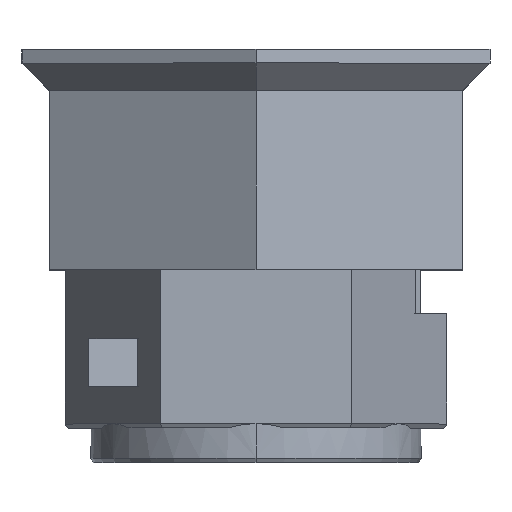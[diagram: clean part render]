
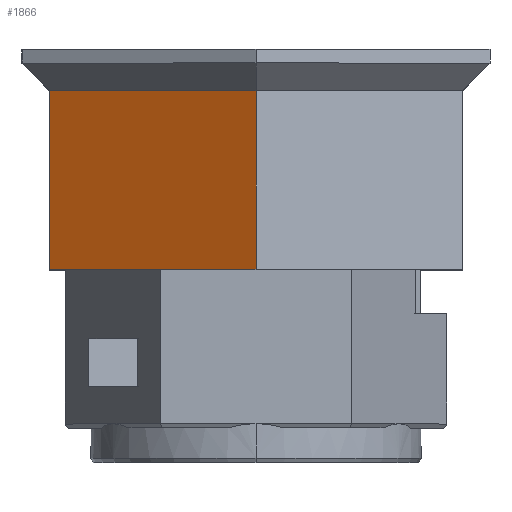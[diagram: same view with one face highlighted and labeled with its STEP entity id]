
A CAD part, top view. The second image highlights one B-rep face of the part: STEP entity #1866.
In plain terms, the highlighted planar face has unit normal (-0.5, 0, 0.866).
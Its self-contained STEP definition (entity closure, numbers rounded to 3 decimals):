
#19 = DIRECTION ( 'NONE',  ( -0.866, 0., -0.5 ) ) ;
#31 = CARTESIAN_POINT ( 'NONE',  ( -15., 30., 8.66 ) ) ;
#184 = AXIS2_PLACEMENT_3D ( 'NONE', #31, #591, #2709 ) ;
#266 = ORIENTED_EDGE ( 'NONE', *, *, #1322, .F. ) ;
#475 = LINE ( 'NONE', #525, #1430 ) ;
#498 = EDGE_CURVE ( 'NONE', #1584, #3054, #1361, .T. ) ;
#525 = CARTESIAN_POINT ( 'NONE',  ( -15., 14., 8.66 ) ) ;
#591 = DIRECTION ( 'NONE',  ( 0.5, 0., -0.866 ) ) ;
#863 = VERTEX_POINT ( 'NONE', #1071 ) ;
#942 = VERTEX_POINT ( 'NONE', #1117 ) ;
#1071 = CARTESIAN_POINT ( 'NONE',  ( -15., 27., 8.66 ) ) ;
#1117 = CARTESIAN_POINT ( 'NONE',  ( -15., 14., 8.66 ) ) ;
#1301 = EDGE_CURVE ( 'NONE', #3054, #942, #475, .T. ) ;
#1321 = LINE ( 'NONE', #2378, #2488 ) ;
#1322 = EDGE_CURVE ( 'NONE', #863, #1584, #1321, .T. ) ;
#1349 = EDGE_LOOP ( 'NONE', ( #2160, #2425, #266, #2089 ) ) ;
#1361 = LINE ( 'NONE', #2628, #3269 ) ;
#1430 = VECTOR ( 'NONE', #19, 1000. ) ;
#1526 = CARTESIAN_POINT ( 'NONE',  ( 0., 27., 17.321 ) ) ;
#1584 = VERTEX_POINT ( 'NONE', #1526 ) ;
#1643 = PLANE ( 'NONE',  #184 ) ;
#1830 = VECTOR ( 'NONE', #2161, 1000. ) ;
#1838 = EDGE_CURVE ( 'NONE', #863, #942, #2957, .T. ) ;
#1866 = ADVANCED_FACE ( 'NONE', ( #1905 ), #1643, .F. ) ;
#1905 = FACE_OUTER_BOUND ( 'NONE', #1349, .T. ) ;
#2078 = DIRECTION ( 'NONE',  ( 0.866, 0., 0.5 ) ) ;
#2089 = ORIENTED_EDGE ( 'NONE', *, *, #1838, .T. ) ;
#2160 = ORIENTED_EDGE ( 'NONE', *, *, #1301, .F. ) ;
#2161 = DIRECTION ( 'NONE',  ( 0., -1., 0. ) ) ;
#2272 = CARTESIAN_POINT ( 'NONE',  ( 0., 14., 17.321 ) ) ;
#2369 = DIRECTION ( 'NONE',  ( 0., -1., 0. ) ) ;
#2378 = CARTESIAN_POINT ( 'NONE',  ( -15., 27., 8.66 ) ) ;
#2425 = ORIENTED_EDGE ( 'NONE', *, *, #498, .F. ) ;
#2488 = VECTOR ( 'NONE', #2078, 1000. ) ;
#2628 = CARTESIAN_POINT ( 'NONE',  ( 0., 30., 17.321 ) ) ;
#2709 = DIRECTION ( 'NONE',  ( -0.866, 0., -0.5 ) ) ;
#2957 = LINE ( 'NONE', #3181, #1830 ) ;
#3054 = VERTEX_POINT ( 'NONE', #2272 ) ;
#3181 = CARTESIAN_POINT ( 'NONE',  ( -15., 30., 8.66 ) ) ;
#3269 = VECTOR ( 'NONE', #2369, 1000. ) ;
